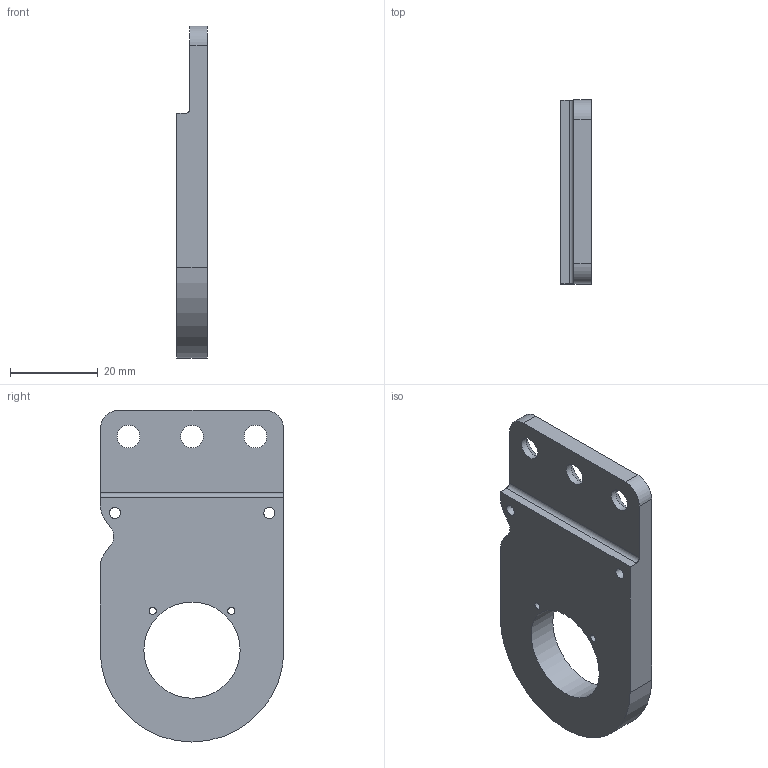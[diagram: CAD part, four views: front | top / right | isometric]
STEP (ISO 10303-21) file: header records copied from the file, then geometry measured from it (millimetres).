
FILE_DESCRIPTION(/* description */ (''),/* implementation_level */ '2;1');
FILE_NAME(/* name */ 'pivotArm_secondary_v7.step',/* time_stamp */ '2025-07-02T19:25:24-07:00',/* author */ (''),/* organization */ (''),/* preprocessor_version */ 'ST-DEVELOPER v20.1',/* originating_system */ 'Autodesk Translation Framework v14.10.0.0',/* authorisation */ '');
FILE_SCHEMA (('AUTOMOTIVE_DESIGN { 1 0 10303 214 3 1 1 }'));
Length unit declared in the file: millimetre
Products named in the file (1): 57155K631_Stainless Steel Ball Bearing
Bounding box: 7 x 42 x 75.89 mm (x, y, z)
Volume: 15089.7 mm3; surface area: 7220.8 mm2
Topology: 1 solids, 1 shells, 28 faces, 75 edges, 49 vertices
Faces by surface type: cylinder 15, plane 10, cone 3
Full cylindrical faces by diameter (mm): 1.623 x2, 2.529 x2, 5.2 x3, 22 x1
Entity records: 960 total; most frequent: DIRECTION 166, CARTESIAN_POINT 153, ORIENTED_EDGE 150, EDGE_CURVE 75, AXIS2_PLACEMENT_3D 62, VERTEX_POINT 49, EDGE_LOOP 44, LINE 42
